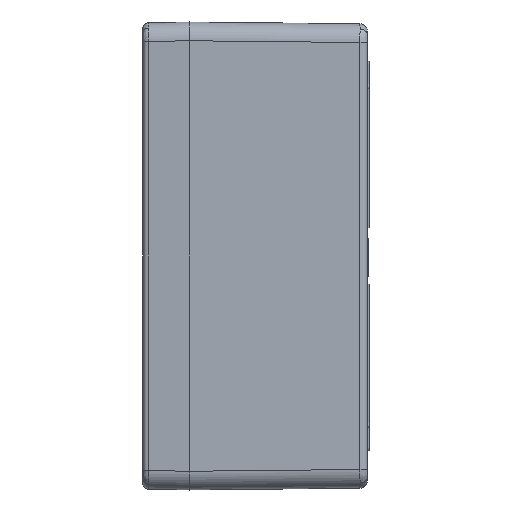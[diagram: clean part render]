
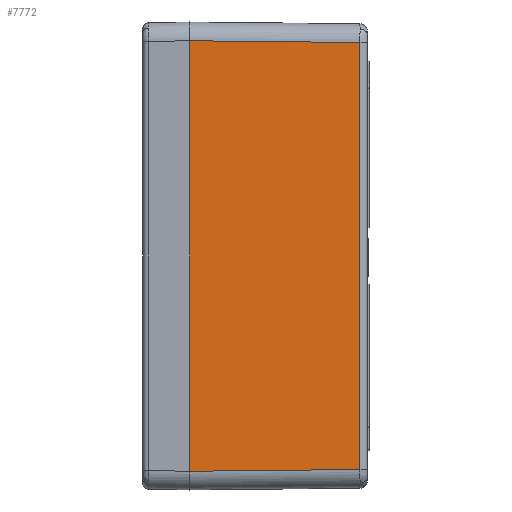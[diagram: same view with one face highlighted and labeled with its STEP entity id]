
A CAD part, left-side view. The second image highlights one B-rep face of the part: STEP entity #7772.
In plain terms, the highlighted planar face has unit normal (-1, -0.01, 0).
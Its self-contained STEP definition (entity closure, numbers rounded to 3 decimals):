
#1609 = DIRECTION ( 'NONE',  ( -0.01, 1., 0.01 ) ) ;
#2353 = DIRECTION ( 'NONE',  ( 0.01, -1., 0. ) ) ;
#2468 = DIRECTION ( 'NONE',  ( -1., -0.01, 0. ) ) ;
#2608 = PLANE ( 'NONE',  #45688 ) ;
#3018 = CARTESIAN_POINT ( 'NONE',  ( -200., 2., -125. ) ) ;
#5724 = LINE ( 'NONE', #38728, #8595 ) ;
#6939 = LINE ( 'NONE', #43891, #31011 ) ;
#7499 = CARTESIAN_POINT ( 'NONE',  ( -199.053, -91.54, -114.054 ) ) ;
#7577 = VERTEX_POINT ( 'NONE', #7499 ) ;
#7772 = ADVANCED_FACE ( 'NONE', ( #51275 ), #2608, .T. ) ;
#7906 = VERTEX_POINT ( 'NONE', #28028 ) ;
#8595 = VECTOR ( 'NONE', #39099, 1000. ) ;
#9176 = CARTESIAN_POINT ( 'NONE',  ( -199.975, -0.5, 114.975 ) ) ;
#13461 = CARTESIAN_POINT ( 'NONE',  ( -199.975, -0.5, -114.975 ) ) ;
#17859 = EDGE_LOOP ( 'NONE', ( #55038, #53857, #55962, #55914 ) ) ;
#18266 = EDGE_CURVE ( 'NONE', #7906, #23554, #20405, .T. ) ;
#20397 = DIRECTION ( 'NONE',  ( 0., 0., 1. ) ) ;
#20405 = LINE ( 'NONE', #33408, #46013 ) ;
#23554 = VERTEX_POINT ( 'NONE', #9176 ) ;
#27363 = EDGE_CURVE ( 'NONE', #7577, #7906, #6939, .T. ) ;
#28028 = CARTESIAN_POINT ( 'NONE',  ( -199.053, -91.54, 114.054 ) ) ;
#31011 = VECTOR ( 'NONE', #39065, 1000. ) ;
#32339 = EDGE_CURVE ( 'NONE', #38577, #7577, #5724, .T. ) ;
#32486 = LINE ( 'NONE', #56623, #53912 ) ;
#33408 = CARTESIAN_POINT ( 'NONE',  ( -199.975, -0.429, 114.976 ) ) ;
#38577 = VERTEX_POINT ( 'NONE', #13461 ) ;
#38728 = CARTESIAN_POINT ( 'NONE',  ( -200.001, 2.101, -115.002 ) ) ;
#39065 = DIRECTION ( 'NONE',  ( 0., 0., 1. ) ) ;
#39099 = DIRECTION ( 'NONE',  ( 0.01, -1., 0.01 ) ) ;
#43891 = CARTESIAN_POINT ( 'NONE',  ( -199.053, -91.54, 114.013 ) ) ;
#45688 = AXIS2_PLACEMENT_3D ( 'NONE', #3018, #2468, #2353 ) ;
#46013 = VECTOR ( 'NONE', #1609, 1000. ) ;
#49622 = EDGE_CURVE ( 'NONE', #38577, #23554, #32486, .T. ) ;
#51275 = FACE_OUTER_BOUND ( 'NONE', #17859, .T. ) ;
#53857 = ORIENTED_EDGE ( 'NONE', *, *, #27363, .T. ) ;
#53912 = VECTOR ( 'NONE', #20397, 1000. ) ;
#55038 = ORIENTED_EDGE ( 'NONE', *, *, #32339, .T. ) ;
#55914 = ORIENTED_EDGE ( 'NONE', *, *, #49622, .F. ) ;
#55962 = ORIENTED_EDGE ( 'NONE', *, *, #18266, .T. ) ;
#56623 = CARTESIAN_POINT ( 'NONE',  ( -199.975, -0.5, -125. ) ) ;
